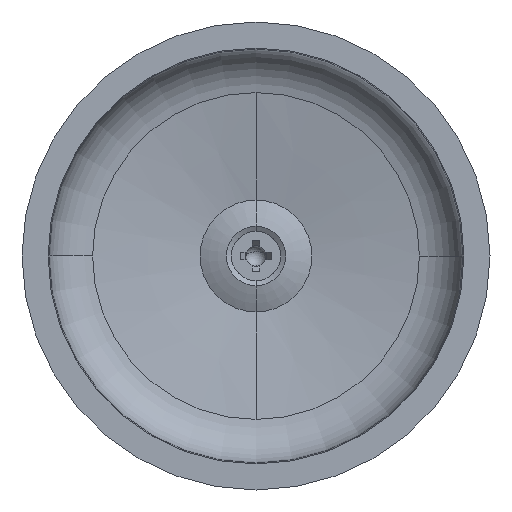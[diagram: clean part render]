
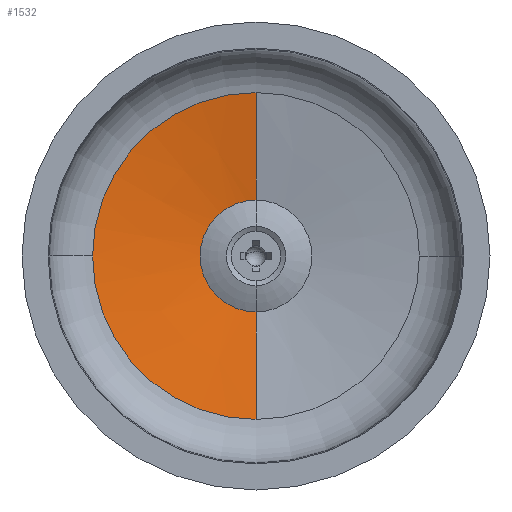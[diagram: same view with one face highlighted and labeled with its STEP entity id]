
A CAD part, front view. The second image highlights one B-rep face of the part: STEP entity #1532.
In plain terms, the highlighted conical face has half-angle 80.814 degrees and reference radius 31.43 mm.
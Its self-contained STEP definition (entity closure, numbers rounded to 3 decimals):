
#57 = DIRECTION ( 'NONE',  ( 0., -1., 0. ) ) ;
#63 = FACE_OUTER_BOUND ( 'NONE', #717, .T. ) ;
#95 = VECTOR ( 'NONE', #1309, 1000. ) ;
#160 = AXIS2_PLACEMENT_3D ( 'NONE', #2460, #57, #1659 ) ;
#221 = CONICAL_SURFACE ( 'NONE', #160, 31.43, 1.41 ) ;
#259 = DIRECTION ( 'NONE',  ( 1., 0., 0. ) ) ;
#282 = CIRCLE ( 'NONE', #492, 31.43 ) ;
#283 = DIRECTION ( 'NONE',  ( 1., 0., 0. ) ) ;
#329 = ORIENTED_EDGE ( 'NONE', *, *, #375, .F. ) ;
#349 = EDGE_CURVE ( 'NONE', #2014, #1221, #282, .T. ) ;
#371 = CARTESIAN_POINT ( 'NONE',  ( 0., 15.218, -10.75 ) ) ;
#375 = EDGE_CURVE ( 'NONE', #2350, #1221, #408, .T. ) ;
#408 = LINE ( 'NONE', #1109, #95 ) ;
#492 = AXIS2_PLACEMENT_3D ( 'NONE', #877, #1089, #259 ) ;
#511 = CARTESIAN_POINT ( 'NONE',  ( 0., 11.874, 0. ) ) ;
#579 = VERTEX_POINT ( 'NONE', #811 ) ;
#644 = ORIENTED_EDGE ( 'NONE', *, *, #674, .T. ) ;
#674 = EDGE_CURVE ( 'NONE', #579, #2014, #721, .T. ) ;
#717 = EDGE_LOOP ( 'NONE', ( #841, #2022, #644, #1671, #329 ) ) ;
#721 = CIRCLE ( 'NONE', #853, 31.43 ) ;
#763 = EDGE_CURVE ( 'NONE', #968, #2350, #2271, .T. ) ;
#811 = CARTESIAN_POINT ( 'NONE',  ( 0., 11.874, 31.43 ) ) ;
#841 = ORIENTED_EDGE ( 'NONE', *, *, #763, .F. ) ;
#853 = AXIS2_PLACEMENT_3D ( 'NONE', #511, #2318, #283 ) ;
#877 = CARTESIAN_POINT ( 'NONE',  ( 0., 11.874, 0. ) ) ;
#968 = VERTEX_POINT ( 'NONE', #1303 ) ;
#1089 = DIRECTION ( 'NONE',  ( 0., -1., 0. ) ) ;
#1109 = CARTESIAN_POINT ( 'NONE',  ( 0., 11.874, -31.43 ) ) ;
#1141 = DIRECTION ( 'NONE',  ( 0., -0.16, 0.987 ) ) ;
#1201 = CARTESIAN_POINT ( 'NONE',  ( 0., 15.218, 0. ) ) ;
#1221 = VERTEX_POINT ( 'NONE', #1602 ) ;
#1303 = CARTESIAN_POINT ( 'NONE',  ( 0., 15.218, 10.75 ) ) ;
#1309 = DIRECTION ( 'NONE',  ( 0., -0.16, -0.987 ) ) ;
#1532 = ADVANCED_FACE ( 'NONE', ( #63 ), #221, .F. ) ;
#1537 = VECTOR ( 'NONE', #1141, 1000. ) ;
#1602 = CARTESIAN_POINT ( 'NONE',  ( 0., 11.874, -31.43 ) ) ;
#1659 = DIRECTION ( 'NONE',  ( 0., 0., -1. ) ) ;
#1671 = ORIENTED_EDGE ( 'NONE', *, *, #349, .T. ) ;
#1689 = EDGE_CURVE ( 'NONE', #968, #579, #2188, .T. ) ;
#1819 = AXIS2_PLACEMENT_3D ( 'NONE', #1201, #2187, #2384 ) ;
#2014 = VERTEX_POINT ( 'NONE', #2406 ) ;
#2022 = ORIENTED_EDGE ( 'NONE', *, *, #1689, .T. ) ;
#2146 = CARTESIAN_POINT ( 'NONE',  ( 0., 11.874, 31.43 ) ) ;
#2187 = DIRECTION ( 'NONE',  ( 0., -1., 0. ) ) ;
#2188 = LINE ( 'NONE', #2146, #1537 ) ;
#2271 = CIRCLE ( 'NONE', #1819, 10.75 ) ;
#2318 = DIRECTION ( 'NONE',  ( 0., -1., 0. ) ) ;
#2350 = VERTEX_POINT ( 'NONE', #371 ) ;
#2384 = DIRECTION ( 'NONE',  ( 0., 0., -1. ) ) ;
#2406 = CARTESIAN_POINT ( 'NONE',  ( -31.43, 11.874, 0. ) ) ;
#2460 = CARTESIAN_POINT ( 'NONE',  ( 0., 11.874, 0. ) ) ;
